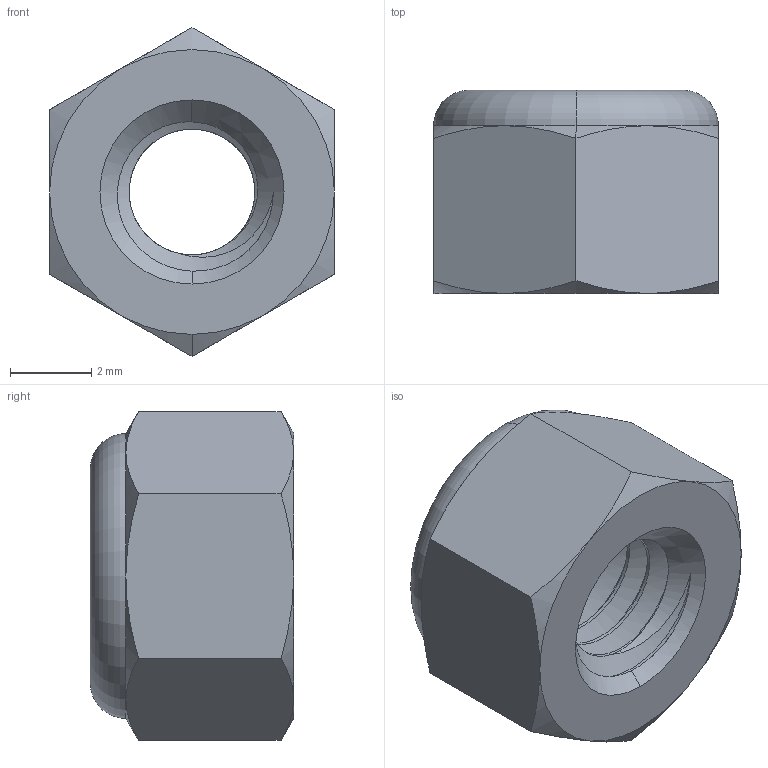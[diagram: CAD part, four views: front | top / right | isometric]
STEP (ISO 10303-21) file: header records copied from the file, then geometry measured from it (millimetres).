
FILE_DESCRIPTION (( 'STEP AP203' ), '1' );
FILE_NAME ('93625A150_18-8 Stainless Steel Nylon-Insert Locknut.STEP', '2021-07-08T09:32:45', ( 'Administrator' ), ( 'Managed by Terraform' ), 'SwSTEP 2.0', 'SolidWorks 2017', '' );
FILE_SCHEMA (( 'CONFIG_CONTROL_DESIGN' ));
Length unit declared in the file: millimetre
Products named in the file (1): 93625A150_18-8 Stainless Steel Nylon-Insert Locknut
Bounding box: 7 x 5 x 8.08 mm (x, y, z)
Volume: 155 mm3; surface area: 286.7 mm2
Topology: 2 solids, 2 shells, 50 faces, 121 edges, 75 vertices
Faces by surface type: cone 20, cylinder 15, plane 10, bspline 3, torus 2
Entity records: 2352 total; most frequent: CARTESIAN_POINT 1222, ORIENTED_EDGE 242, DIRECTION 194, EDGE_CURVE 121, AXIS2_PLACEMENT_3D 83, VERTEX_POINT 75, EDGE_LOOP 54, FACE_OUTER_BOUND 50
